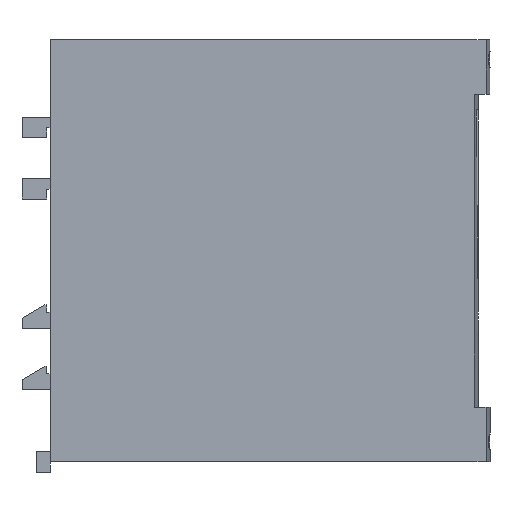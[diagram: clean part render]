
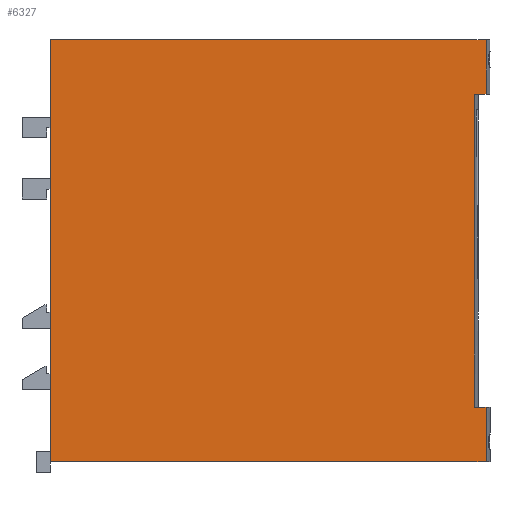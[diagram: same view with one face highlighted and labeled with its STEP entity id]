
A CAD part, left-side view. The second image highlights one B-rep face of the part: STEP entity #6327.
In plain terms, the highlighted planar face has unit normal (-1, 0, 0).
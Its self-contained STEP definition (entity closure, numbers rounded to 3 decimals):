
#5956=CARTESIAN_POINT('POINT19185',(-13.487,-8.
   ,-59.995));
#5957=VERTEX_POINT('VERTEX19185',#5956);
#5982=CARTESIAN_POINT('POINT19189',(-13.487,
   -131.868,-59.995));
#5983=VERTEX_POINT('VERTEX19189',#5982);
#5986=CARTESIAN_POINT('POS35112',(-13.487,-131.868,
   -59.995));
#5987=DIRECTION('DIR51507',(0.,1.,0.));
#5988=VECTOR('VEC18717',#5987,25.4);
#5989=LINE('STRAIGHT18717',#5986,#5988);
#5990=EDGE_CURVE('EDGE28782',#5983,#5957,#5989,.T.);
#6014=CARTESIAN_POINT('POINT19190',(-13.487,
   -131.868,44.45));
#6015=VERTEX_POINT('VERTEX19190',#6014);
#6033=CARTESIAN_POINT('POINT19193',(-13.487,
   -131.868,59.995));
#6034=VERTEX_POINT('VERTEX19193',#6033);
#6042=CARTESIAN_POINT('POS35117',(-13.487,
   -131.868,59.995));
#6043=DIRECTION('DIR51515',(0.,0.,-1.));
#6044=VECTOR('VEC18719',#6043,25.4);
#6045=LINE('STRAIGHT18719',#6042,#6044);
#6046=EDGE_CURVE('EDGE28786',#6034,#6015,#6045,.T.);
#6148=CARTESIAN_POINT('POINT19195',(-13.487,-8.
   ,59.995));
#6149=VERTEX_POINT('VERTEX19195',#6148);
#6156=CARTESIAN_POINT('POS35120',(-13.487,-131.868,
   59.995));
#6157=DIRECTION('DIR51519',(0.,1.,0.));
#6158=VECTOR('VEC18721',#6157,25.4);
#6159=LINE('STRAIGHT18721',#6156,#6158);
#6160=EDGE_CURVE('EDGE28788',#6034,#6149,#6159,.T.);
#6181=CARTESIAN_POINT('POS35123',(-13.487,
   -8.,-22.225));
#6182=DIRECTION('DIR51523',(0.,0.,-1.));
#6183=VECTOR('VEC18723',#6182,25.4);
#6184=LINE('STRAIGHT18723',#6181,#6183);
#6185=EDGE_CURVE('EDGE28790',#6149,#5957,#6184,.T.);
#6275=CARTESIAN_POINT('POINT19198',(-13.487,
   -131.868,-44.45));
#6276=VERTEX_POINT('VERTEX19198',#6275);
#6279=CARTESIAN_POINT('POS35131',(-13.487,
   -131.868,-59.995));
#6280=DIRECTION('DIR51534',(0.,0.,1.));
#6281=VECTOR('VEC18728',#6280,25.4);
#6282=LINE('STRAIGHT18728',#6279,#6281);
#6283=EDGE_CURVE('EDGE28797',#5983,#6276,#6282,.T.);
#6293=ORIENTED_EDGE('COEDGE57576',*,*,#6185,.T.);
#6294=ORIENTED_EDGE('COEDGE57577',*,*,#5990,.F.);
#6295=ORIENTED_EDGE('COEDGE57578',*,*,#6283,.T.);
#6296=CARTESIAN_POINT('POINT19199',(-13.487,
   -128.543,-44.45));
#6297=VERTEX_POINT('VERTEX19199',#6296);
#6298=CARTESIAN_POINT('POS35132',(-13.487,-131.868,
   -44.45));
#6299=DIRECTION('DIR51535',(0.,1.,0.));
#6300=VECTOR('VEC18729',#6299,25.4);
#6301=LINE('STRAIGHT18729',#6298,#6300);
#6302=EDGE_CURVE('EDGE28798',#6276,#6297,#6301,.T.);
#6303=ORIENTED_EDGE('COEDGE57579',*,*,#6302,.T.);
#6304=CARTESIAN_POINT('POINT19200',(-13.487,
   -128.543,44.45));
#6305=VERTEX_POINT('VERTEX19200',#6304);
#6306=CARTESIAN_POINT('POS35133',(-13.487,
   -128.543,-44.45));
#6307=DIRECTION('DIR51536',(0.,0.,1.));
#6308=VECTOR('VEC18730',#6307,25.4);
#6309=LINE('STRAIGHT18730',#6306,#6308);
#6310=EDGE_CURVE('EDGE28799',#6297,#6305,#6309,.T.);
#6311=ORIENTED_EDGE('COEDGE57580',*,*,#6310,.T.);
#6312=CARTESIAN_POINT('POS35134',(-13.487,-131.868,
   44.45));
#6313=DIRECTION('DIR51537',(0.,-1.,0.))
   ;
#6314=VECTOR('VEC18731',#6313,25.4);
#6315=LINE('STRAIGHT18731',#6312,#6314);
#6316=EDGE_CURVE('EDGE28800',#6305,#6015,#6315,.T.);
#6317=ORIENTED_EDGE('COEDGE57581',*,*,#6316,.T.);
#6318=ORIENTED_EDGE('COEDGE57582',*,*,#6046,.F.);
#6319=ORIENTED_EDGE('COEDGE57583',*,*,#6160,.T.);
#6320=EDGE_LOOP('NONE',(#6293,#6294,#6295,#6303,#6311,#6317,#6318,#6319)
   );
#6321=FACE_BOUND('LOOP1',#6320,.T.);
#6322=CARTESIAN_POINT('POS35135',(-13.487,
   -128.543,-44.45));
#6323=DIRECTION('DIR51538',(-1.,0.,0.));
#6324=DIRECTION('DIR51539',(0.,1.,0.));
#6325=AXIS2_PLACEMENT_3D('AXIS16404',#6322,#6323,#6324);
#6326=PLANE('PLANE7451',#6325);
#6327=ADVANCED_FACE('FACE11538',(#6321),#6326,.T.);
